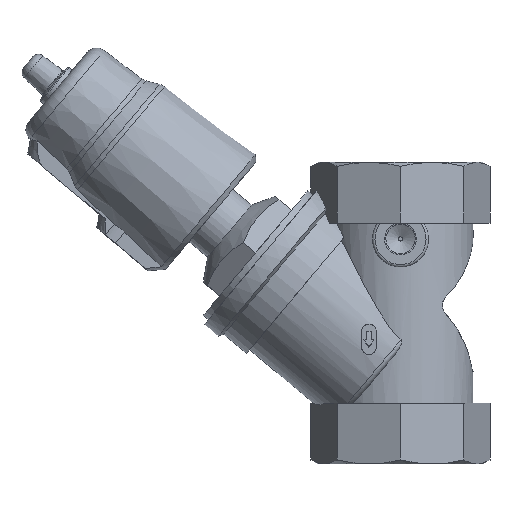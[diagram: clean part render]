
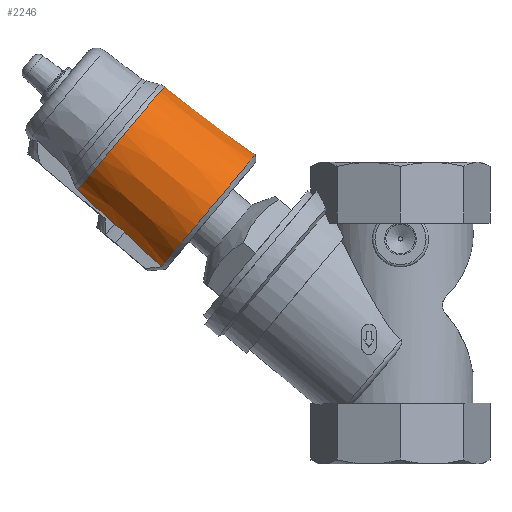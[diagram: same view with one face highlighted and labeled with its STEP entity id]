
A CAD part, left-side view. The second image highlights one B-rep face of the part: STEP entity #2246.
In plain terms, the highlighted conical face has half-angle 3 degrees and reference radius 28.445 mm.
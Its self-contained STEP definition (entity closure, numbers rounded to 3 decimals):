
#273=CONICAL_SURFACE('',#2488,28.445,0.052);
#438=B_SPLINE_CURVE_WITH_KNOTS('',3,(#3712,#3713,#3714,#3715,#3716,#3717,
#3718,#3719,#3720,#3721,#3722,#3723,#3724,#3725,#3726,#3727,#3728,#3729,
#3730,#3731,#3732,#3733,#3734,#3735,#3736,#3737,#3738,#3739,#3740,#3741,
#3742,#3743,#3744,#3745,#3746,#3747,#3748,#3749,#3750,#3751,#3752,#3753,
#3754),.UNSPECIFIED.,.F.,.F.,(4,1,1,1,1,1,1,1,1,1,1,1,1,1,1,1,1,1,1,1,1,
1,1,1,1,1,1,1,1,1,1,1,1,1,1,1,1,1,1,1,4),(0.107,0.112,
0.115,0.118,0.123,0.126,
0.129,0.131,0.134,0.137,
0.14,0.142,0.145,0.15,
0.153,0.156,0.161,0.164,
0.167,0.172,0.177,0.183,
0.188,0.194,0.199,0.205,
0.21,0.215,0.221,0.226,
0.232,0.237,0.243,0.248,
0.253,0.259,0.264,0.267,
0.27,0.275,0.28),.UNSPECIFIED.);
#452=B_SPLINE_CURVE_WITH_KNOTS('',3,(#3894,#3895,#3896,#3897),
 .UNSPECIFIED.,.F.,.F.,(4,4),(0.063,0.084),
 .UNSPECIFIED.);
#455=B_SPLINE_CURVE_WITH_KNOTS('',3,(#3911,#3912,#3913,#3914),
 .UNSPECIFIED.,.F.,.F.,(4,4),(0.063,0.084),
 .UNSPECIFIED.);
#457=B_SPLINE_CURVE_WITH_KNOTS('',3,(#3923,#3924,#3925,#3926,#3927),
 .UNSPECIFIED.,.F.,.F.,(4,1,4),(0.001,0.004,
0.007),.UNSPECIFIED.);
#459=B_SPLINE_CURVE_WITH_KNOTS('',3,(#3939,#3940,#3941,#3942),
 .UNSPECIFIED.,.F.,.F.,(4,4),(0.001,0.006),
 .UNSPECIFIED.);
#461=B_SPLINE_CURVE_WITH_KNOTS('',3,(#3955,#3956,#3957,#3958),
 .UNSPECIFIED.,.F.,.F.,(4,4),(0.001,0.022),
 .UNSPECIFIED.);
#462=B_SPLINE_CURVE_WITH_KNOTS('',3,(#3960,#3961,#3962,#3963),
 .UNSPECIFIED.,.F.,.F.,(4,4),(0.001,0.022),
 .UNSPECIFIED.);
#733=ORIENTED_EDGE('',*,*,#1317,.T.);
#734=ORIENTED_EDGE('',*,*,#1262,.T.);
#735=ORIENTED_EDGE('',*,*,#1318,.F.);
#736=ORIENTED_EDGE('',*,*,#1307,.F.);
#737=ORIENTED_EDGE('',*,*,#1304,.F.);
#738=ORIENTED_EDGE('',*,*,#1302,.T.);
#739=ORIENTED_EDGE('',*,*,#1300,.T.);
#740=ORIENTED_EDGE('',*,*,#1311,.F.);
#1262=EDGE_CURVE('',#1579,#1578,#438,.T.);
#1300=EDGE_CURVE('',#1609,#1608,#452,.T.);
#1302=EDGE_CURVE('',#1610,#1609,#1772,.T.);
#1304=EDGE_CURVE('',#1610,#1611,#455,.T.);
#1307=EDGE_CURVE('',#1611,#1613,#457,.T.);
#1311=EDGE_CURVE('',#1615,#1608,#459,.T.);
#1317=EDGE_CURVE('',#1615,#1579,#461,.T.);
#1318=EDGE_CURVE('',#1613,#1578,#462,.T.);
#1578=VERTEX_POINT('',#3711);
#1579=VERTEX_POINT('',#3755);
#1608=VERTEX_POINT('',#3893);
#1609=VERTEX_POINT('',#3898);
#1610=VERTEX_POINT('',#3905);
#1611=VERTEX_POINT('',#3915);
#1613=VERTEX_POINT('',#3928);
#1615=VERTEX_POINT('',#3937);
#1772=CIRCLE('',#2478,28.445);
#1866=EDGE_LOOP('',(#733,#734,#735,#736,#737,#738,#739,#740));
#2054=FACE_BOUND('',#1866,.T.);
#2246=ADVANCED_FACE('',(#2054),#273,.T.);
#2478=AXIS2_PLACEMENT_3D('',#3904,#2870,#2871);
#2488=AXIS2_PLACEMENT_3D('',#3964,#2895,#2896);
#2870=DIRECTION('',(0.643,-0.766,0.));
#2871=DIRECTION('',(0.766,0.643,0.));
#2895=DIRECTION('',(0.643,-0.766,0.));
#2896=DIRECTION('',(0.766,0.643,0.));
#3711=CARTESIAN_POINT('',(-81.064,98.317,10.));
#3712=CARTESIAN_POINT('',(-81.064,98.317,-10.));
#3713=CARTESIAN_POINT('',(-81.511,97.942,-11.705));
#3714=CARTESIAN_POINT('',(-82.349,97.238,-14.182));
#3715=CARTESIAN_POINT('',(-83.812,96.01,-17.301));
#3716=CARTESIAN_POINT('',(-85.455,94.632,-20.196));
#3717=CARTESIAN_POINT('',(-87.382,93.015,-22.802));
#3718=CARTESIAN_POINT('',(-89.574,91.175,-25.07));
#3719=CARTESIAN_POINT('',(-91.303,89.725,-26.554));
#3720=CARTESIAN_POINT('',(-93.123,88.197,-27.838));
#3721=CARTESIAN_POINT('',(-95.046,86.584,-28.92));
#3722=CARTESIAN_POINT('',(-97.031,84.918,-29.774));
#3723=CARTESIAN_POINT('',(-99.045,83.228,-30.391));
#3724=CARTESIAN_POINT('',(-101.094,81.509,-30.779));
#3725=CARTESIAN_POINT('',(-103.889,79.163,-30.982));
#3726=CARTESIAN_POINT('',(-106.651,76.845,-30.702));
#3727=CARTESIAN_POINT('',(-109.353,74.577,-29.959));
#3728=CARTESIAN_POINT('',(-112.035,72.327,-28.891));
#3729=CARTESIAN_POINT('',(-114.547,70.219,-27.392));
#3730=CARTESIAN_POINT('',(-116.893,68.25,-25.477));
#3731=CARTESIAN_POINT('',(-119.13,66.374,-23.268));
#3732=CARTESIAN_POINT('',(-121.577,64.32,-20.112));
#3733=CARTESIAN_POINT('',(-124.011,62.277,-15.623));
#3734=CARTESIAN_POINT('',(-125.773,60.799,-10.737));
#3735=CARTESIAN_POINT('',(-126.875,59.874,-5.442));
#3736=CARTESIAN_POINT('',(-127.241,59.567,0.007));
#3737=CARTESIAN_POINT('',(-126.876,59.874,5.433));
#3738=CARTESIAN_POINT('',(-125.774,60.798,10.733));
#3739=CARTESIAN_POINT('',(-124.013,62.276,15.619));
#3740=CARTESIAN_POINT('',(-121.58,64.318,20.108));
#3741=CARTESIAN_POINT('',(-118.64,66.785,23.901));
#3742=CARTESIAN_POINT('',(-115.17,69.696,27.024));
#3743=CARTESIAN_POINT('',(-111.411,72.851,29.263));
#3744=CARTESIAN_POINT('',(-107.329,76.276,30.637));
#3745=CARTESIAN_POINT('',(-103.208,79.734,31.05));
#3746=CARTESIAN_POINT('',(-99.016,83.252,30.507));
#3747=CARTESIAN_POINT('',(-95.035,86.593,29.042));
#3748=CARTESIAN_POINT('',(-91.244,89.774,26.649));
#3749=CARTESIAN_POINT('',(-88.455,92.114,24.015));
#3750=CARTESIAN_POINT('',(-86.417,93.824,21.499));
#3751=CARTESIAN_POINT('',(-84.587,95.36,18.798));
#3752=CARTESIAN_POINT('',(-82.646,96.989,15.048));
#3753=CARTESIAN_POINT('',(-81.51,97.942,11.704));
#3754=CARTESIAN_POINT('',(-81.064,98.317,10.));
#3755=CARTESIAN_POINT('',(-81.064,98.317,-10.));
#3893=CARTESIAN_POINT('',(-98.554,117.678,-8.5));
#3894=CARTESIAN_POINT('',(-112.675,132.747,-8.5));
#3895=CARTESIAN_POINT('',(-107.967,127.725,-8.5));
#3896=CARTESIAN_POINT('',(-103.261,122.702,-8.5));
#3897=CARTESIAN_POINT('',(-98.554,117.678,-8.5));
#3898=CARTESIAN_POINT('',(-112.675,132.747,-8.5));
#3904=CARTESIAN_POINT('',(-133.47,115.298,0.));
#3905=CARTESIAN_POINT('',(-112.675,132.747,8.5));
#3911=CARTESIAN_POINT('',(-112.675,132.747,8.5));
#3912=CARTESIAN_POINT('',(-107.967,127.725,8.5));
#3913=CARTESIAN_POINT('',(-103.261,122.702,8.5));
#3914=CARTESIAN_POINT('',(-98.554,117.678,8.5));
#3915=CARTESIAN_POINT('',(-98.554,117.678,8.5));
#3923=CARTESIAN_POINT('',(-98.554,117.678,8.5));
#3924=CARTESIAN_POINT('',(-98.131,117.014,8.984));
#3925=CARTESIAN_POINT('',(-97.149,115.596,9.742));
#3926=CARTESIAN_POINT('',(-95.963,114.195,10.));
#3927=CARTESIAN_POINT('',(-95.323,113.513,10.));
#3928=CARTESIAN_POINT('',(-95.323,113.513,10.));
#3937=CARTESIAN_POINT('',(-95.323,113.513,-10.));
#3939=CARTESIAN_POINT('',(-95.323,113.513,-10.));
#3940=CARTESIAN_POINT('',(-96.588,114.861,-10.));
#3941=CARTESIAN_POINT('',(-97.698,116.335,-9.479));
#3942=CARTESIAN_POINT('',(-98.554,117.678,-8.5));
#3955=CARTESIAN_POINT('',(-95.323,113.513,-10.));
#3956=CARTESIAN_POINT('',(-90.569,108.448,-10.));
#3957=CARTESIAN_POINT('',(-85.816,103.383,-10.));
#3958=CARTESIAN_POINT('',(-81.064,98.317,-10.));
#3960=CARTESIAN_POINT('',(-95.323,113.513,10.));
#3961=CARTESIAN_POINT('',(-90.569,108.448,10.));
#3962=CARTESIAN_POINT('',(-85.816,103.383,10.));
#3963=CARTESIAN_POINT('',(-81.064,98.317,10.));
#3964=CARTESIAN_POINT('',(-133.47,115.298,0.));
